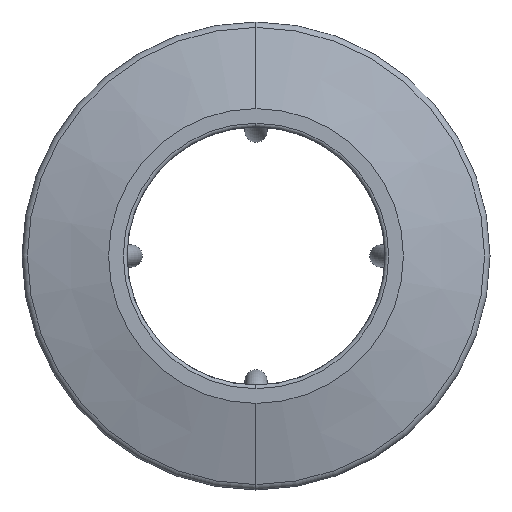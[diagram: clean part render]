
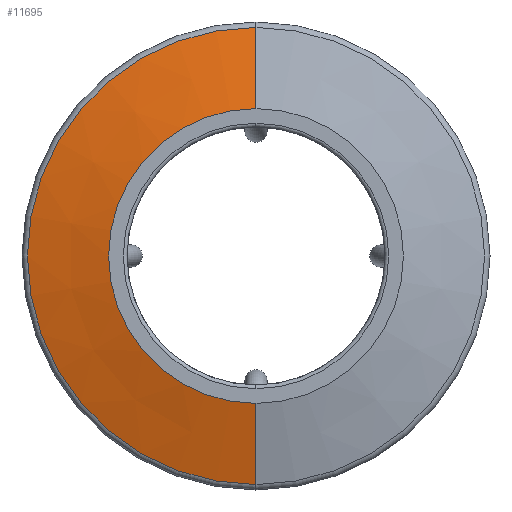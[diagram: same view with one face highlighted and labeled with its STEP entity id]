
A CAD part, left-side view. The second image highlights one B-rep face of the part: STEP entity #11695.
In plain terms, the highlighted conical face has half-angle 75 degrees and reference radius 31.75 mm.
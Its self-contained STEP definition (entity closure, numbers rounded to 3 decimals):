
#1661 = LINE ( 'NONE', #1662, #15316 ) ;
#1662 = CARTESIAN_POINT ( 'NONE',  ( 3.148, 0., -31.75 ) ) ;
#1667 = LINE ( 'NONE', #1672, #15312 ) ;
#1671 = DIRECTION ( 'NONE',  ( 0.259, 0., -0.966 ) ) ;
#1672 = CARTESIAN_POINT ( 'NONE',  ( 3.148, 0., 31.75 ) ) ;
#1674 = DIRECTION ( 'NONE',  ( 0.259, 0., 0.966 ) ) ;
#1677 = CARTESIAN_POINT ( 'NONE',  ( 0., 0., 0. ) ) ;
#1678 = DIRECTION ( 'NONE',  ( -1., 0., 0. ) ) ;
#1679 = DIRECTION ( 'NONE',  ( 0., 0., 1. ) ) ;
#1890 = CARTESIAN_POINT ( 'NONE',  ( 2.95, 0., 0. ) ) ;
#1891 = DIRECTION ( 'NONE',  ( -1., 0., 0. ) ) ;
#1892 = DIRECTION ( 'NONE',  ( 0., 0., 1. ) ) ;
#3120 = VERTEX_POINT ( 'NONE', #19509 ) ;
#3139 = VERTEX_POINT ( 'NONE', #19528 ) ;
#3141 = VERTEX_POINT ( 'NONE', #19530 ) ;
#3144 = VERTEX_POINT ( 'NONE', #19533 ) ;
#3967 = ORIENTED_EDGE ( 'NONE', *, *, #11494, .F. ) ;
#3968 = ORIENTED_EDGE ( 'NONE', *, *, #11493, .T. ) ;
#3969 = ORIENTED_EDGE ( 'NONE', *, *, #11510, .T. ) ;
#3970 = ORIENTED_EDGE ( 'NONE', *, *, #11492, .F. ) ;
#9689 = EDGE_LOOP ( 'NONE', ( #3967, #3968, #3969, #3970 ) ) ;
#11492 = EDGE_CURVE ( 'NONE', #3139, #3144, #1661, .T. ) ;
#11493 = EDGE_CURVE ( 'NONE', #3141, #3120, #1667, .T. ) ;
#11494 = EDGE_CURVE ( 'NONE', #3141, #3139, #15318, .T. ) ;
#11510 = EDGE_CURVE ( 'NONE', #3120, #3144, #15344, .T. ) ;
#11695 = ADVANCED_FACE ( 'NONE', ( #14885 ), #15450, .T. ) ;
#14882 = DIRECTION ( 'NONE',  ( 0., 0., -1. ) ) ;
#14885 = FACE_OUTER_BOUND ( 'NONE', #9689, .T. ) ;
#14886 = DIRECTION ( 'NONE',  ( 1., 0., 0. ) ) ;
#14888 = CARTESIAN_POINT ( 'NONE',  ( 3.148, 0., 0. ) ) ;
#15312 = VECTOR ( 'NONE', #1674, 1000. ) ;
#15316 = VECTOR ( 'NONE', #1671, 1000. ) ;
#15318 = CIRCLE ( 'NONE', #15321, 20. ) ;
#15321 = AXIS2_PLACEMENT_3D ( 'NONE', #1677, #1678, #1679 ) ;
#15344 = CIRCLE ( 'NONE', #15351, 31.009 ) ;
#15351 = AXIS2_PLACEMENT_3D ( 'NONE', #1890, #1891, #1892 ) ;
#15450 = CONICAL_SURFACE ( 'NONE', #15451, 31.75, 1.309 ) ;
#15451 = AXIS2_PLACEMENT_3D ( 'NONE', #14888, #14886, #14882 ) ;
#19509 = CARTESIAN_POINT ( 'NONE',  ( 2.95, 0., 31.009 ) ) ;
#19528 = CARTESIAN_POINT ( 'NONE',  ( 0., 0., -20. ) ) ;
#19530 = CARTESIAN_POINT ( 'NONE',  ( 0., 0., 20. ) ) ;
#19533 = CARTESIAN_POINT ( 'NONE',  ( 2.95, 0., -31.009 ) ) ;
